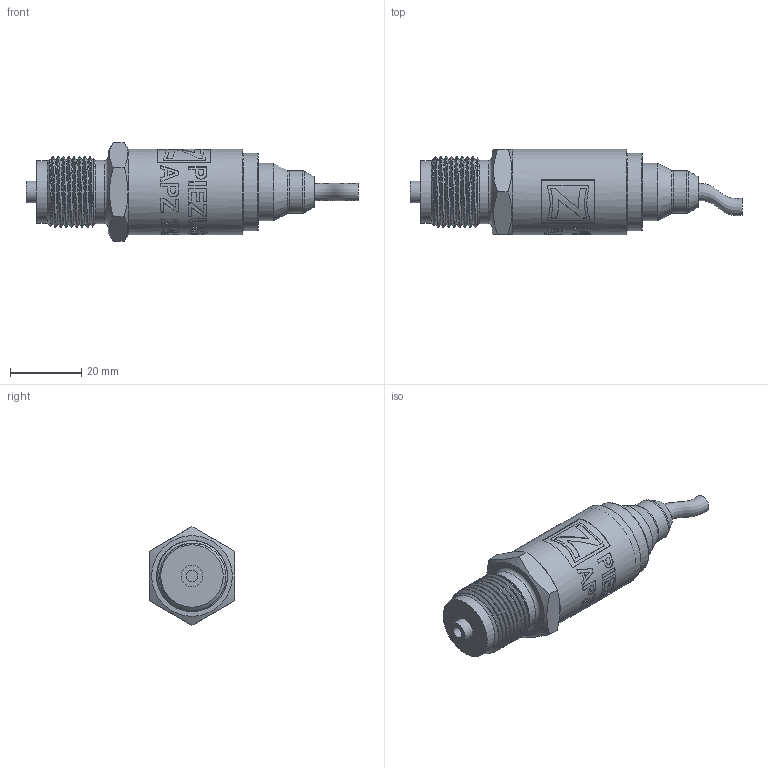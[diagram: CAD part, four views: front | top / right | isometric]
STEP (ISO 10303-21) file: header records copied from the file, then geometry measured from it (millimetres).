
FILE_DESCRIPTION(/* description */ (''),/* implementation_level */ '2;1');
FILE_NAME(/* name */ 'APZ2422_M20x1,5EN_CableGland#2.step',/* time_stamp */ '2021-07-19T09:52:42+03:00',/* author */ (''),/* organization */ (''),/* preprocessor_version */ 'ST-DEVELOPER v18.1',/* originating_system */ 'Autodesk Translation Framework v10.9.0.1377',/* authorisation */ '');
FILE_SCHEMA (('AUTOMOTIVE_DESIGN { 1 0 10303 214 3 1 1 }'));
Length unit declared in the file: millimetre
Products named in the file (3): АПЗ 2422 - filled m20 and g1\2; M20x1,5 EN; #16514
Assembly tree (2 placements, depth 2):
  АПЗ 2422 - filled m20 and g1\2
    M20x1,5 EN
    #16514
Bounding box: 93.07 x 24 x 27.71 mm (x, y, z)
Volume: 24381.4 mm3; surface area: 9424.3 mm2
Topology: 3 solids, 4 shells, 342 faces, 910 edges, 604 vertices
Faces by surface type: bspline 229, cylinder 57, plane 39, cone 9, torus 8
Full cylindrical faces by diameter (mm): 3.3 x1, 4.8 x2, 6 x1, 7.2 x1, 12 x1, 13.5 x1, 16.2 x1, 17.5 x1, 17.8 x2, 18.137 x8, 19.5 x1, 19.85 x7, 21.2 x2, 21.7 x1, 22.65 x2, 24 x1
Entity records: 16540 total; most frequent: CARTESIAN_POINT 9511, ORIENTED_EDGE 1820, EDGE_CURVE 910, DIRECTION 725, VERTEX_POINT 604, B_SPLINE_CURVE_WITH_KNOTS 499, EDGE_LOOP 374, FACE_OUTER_BOUND 342
